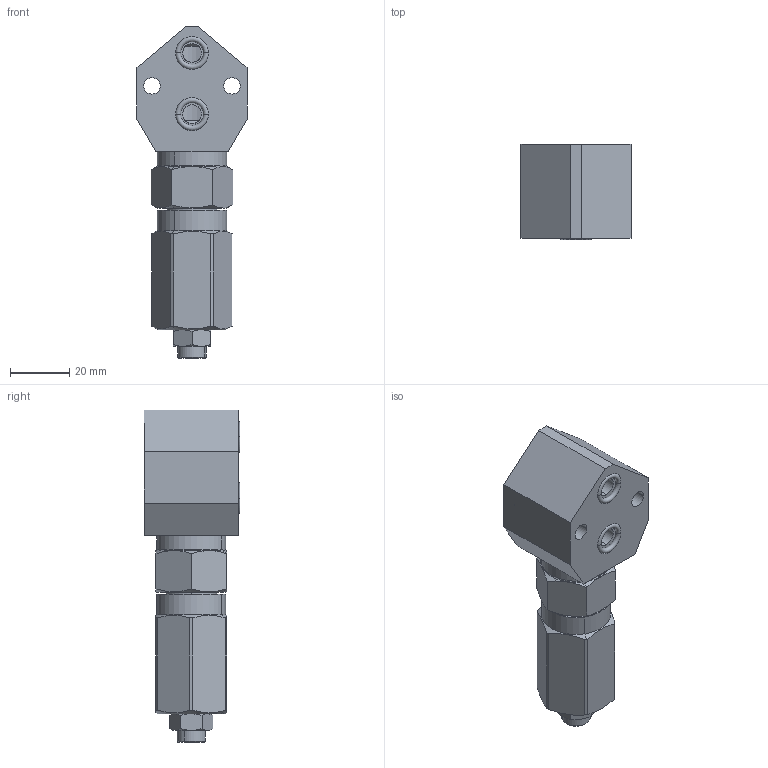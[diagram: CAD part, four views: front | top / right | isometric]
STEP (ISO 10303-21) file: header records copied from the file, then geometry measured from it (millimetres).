
FILE_DESCRIPTION((''),'2;1');
FILE_NAME('ILCML7044110','2023-05-15T11:41:14',('Jweaver'),(''),'CREO PARAMETRIC BY PTC INC, 2021164','CREO PARAMETRIC BY PTC INC, 2021164','');
FILE_SCHEMA(('AUTOMOTIVE_DESIGN { 1 0 10303 214 1 1 1 1 }'));
Length unit declared in the file: inch
Products named in the file (1): ILCML7044110
Bounding box: 37.08 x 32.21 x 111.91 mm (x, y, z)
Volume: 46181.1 mm3; surface area: 20232.7 mm2
Topology: 1 solids, 1 shells, 222 faces, 552 edges, 352 vertices
Faces by surface type: plane 122, cylinder 54, cone 36, torus 10
Entity records: 8900 total; most frequent: CARTESIAN_POINT 2087, DIRECTION 1113, ORIENTED_EDGE 1096, EDGE_CURVE 548, AXIS2_PLACEMENT_3D 391, VERTEX_POINT 352, VECTOR 328, LINE 328
